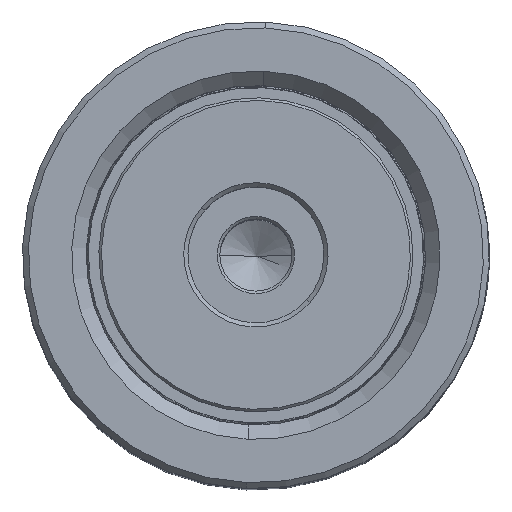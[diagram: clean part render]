
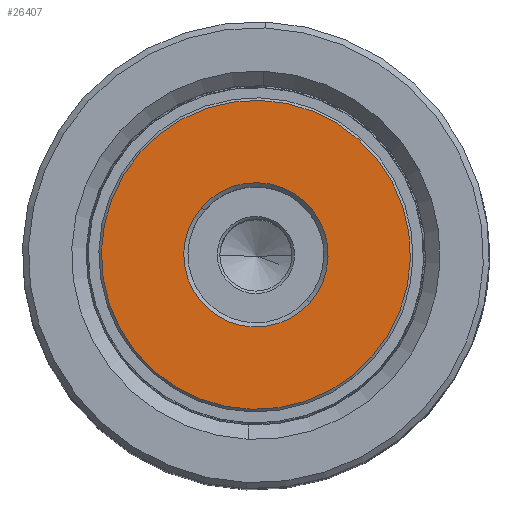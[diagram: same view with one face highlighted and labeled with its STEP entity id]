
A CAD part, top view. The second image highlights one B-rep face of the part: STEP entity #26407.
In plain terms, the highlighted face is planar.
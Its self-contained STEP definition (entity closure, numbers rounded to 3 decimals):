
#3754 = CARTESIAN_POINT ( 'NONE',  ( 18.2, 0., 0. ) ) ;
#5052 = PLANE ( 'NONE',  #24873 ) ;
#6045 = CIRCLE ( 'NONE', #37920, 8.5 ) ;
#6083 = FACE_OUTER_BOUND ( 'NONE', #12534, .T. ) ;
#7334 = CIRCLE ( 'NONE', #28047, 8.5 ) ;
#10049 = DIRECTION ( 'NONE',  ( 1., 0., 0. ) ) ;
#10552 = DIRECTION ( 'NONE',  ( 0., 0., -1. ) ) ;
#11930 = ORIENTED_EDGE ( 'NONE', *, *, #69522, .T. ) ;
#12534 = EDGE_LOOP ( 'NONE', ( #11930, #58462 ) ) ;
#13476 = DIRECTION ( 'NONE',  ( 1., 0., 0. ) ) ;
#14170 = CARTESIAN_POINT ( 'NONE',  ( 8.5, 0., 0. ) ) ;
#18281 = VERTEX_POINT ( 'NONE', #3754 ) ;
#18974 = EDGE_LOOP ( 'NONE', ( #38226, #66694 ) ) ;
#20251 = EDGE_CURVE ( 'NONE', #41785, #47309, #7334, .T. ) ;
#22676 = CIRCLE ( 'NONE', #51899, 18.2 ) ;
#24873 = AXIS2_PLACEMENT_3D ( 'NONE', #32601, #54546, #53394 ) ;
#26407 = ADVANCED_FACE ( 'NONE', ( #6083, #50190 ), #5052, .F. ) ;
#27214 = DIRECTION ( 'NONE',  ( 1., 0., 0. ) ) ;
#28047 = AXIS2_PLACEMENT_3D ( 'NONE', #53966, #43624, #10049 ) ;
#28317 = DIRECTION ( 'NONE',  ( 0., 0., 1. ) ) ;
#30968 = AXIS2_PLACEMENT_3D ( 'NONE', #57852, #40496, #13476 ) ;
#32601 = CARTESIAN_POINT ( 'NONE',  ( 0., 0., 0. ) ) ;
#37920 = AXIS2_PLACEMENT_3D ( 'NONE', #55321, #28317, #60860 ) ;
#38226 = ORIENTED_EDGE ( 'NONE', *, *, #20251, .T. ) ;
#40496 = DIRECTION ( 'NONE',  ( 0., 0., -1. ) ) ;
#40569 = EDGE_CURVE ( 'NONE', #47309, #41785, #6045, .T. ) ;
#41785 = VERTEX_POINT ( 'NONE', #43331 ) ;
#43331 = CARTESIAN_POINT ( 'NONE',  ( -8.5, 0., 0. ) ) ;
#43624 = DIRECTION ( 'NONE',  ( 0., 0., 1. ) ) ;
#47309 = VERTEX_POINT ( 'NONE', #14170 ) ;
#50190 = FACE_BOUND ( 'NONE', #18974, .T. ) ;
#51899 = AXIS2_PLACEMENT_3D ( 'NONE', #60251, #10552, #27214 ) ;
#53394 = DIRECTION ( 'NONE',  ( 1., 0., 0. ) ) ;
#53966 = CARTESIAN_POINT ( 'NONE',  ( 0., 0., 0. ) ) ;
#54546 = DIRECTION ( 'NONE',  ( 0., 0., 1. ) ) ;
#54688 = CIRCLE ( 'NONE', #30968, 18.2 ) ;
#55321 = CARTESIAN_POINT ( 'NONE',  ( 0., 0., 0. ) ) ;
#57852 = CARTESIAN_POINT ( 'NONE',  ( 0., 0., 0. ) ) ;
#58462 = ORIENTED_EDGE ( 'NONE', *, *, #61157, .T. ) ;
#60251 = CARTESIAN_POINT ( 'NONE',  ( 0., 0., 0. ) ) ;
#60860 = DIRECTION ( 'NONE',  ( 1., 0., 0. ) ) ;
#61157 = EDGE_CURVE ( 'NONE', #61510, #18281, #54688, .T. ) ;
#61399 = CARTESIAN_POINT ( 'NONE',  ( -18.2, 0., 0. ) ) ;
#61510 = VERTEX_POINT ( 'NONE', #61399 ) ;
#66694 = ORIENTED_EDGE ( 'NONE', *, *, #40569, .T. ) ;
#69522 = EDGE_CURVE ( 'NONE', #18281, #61510, #22676, .T. ) ;
